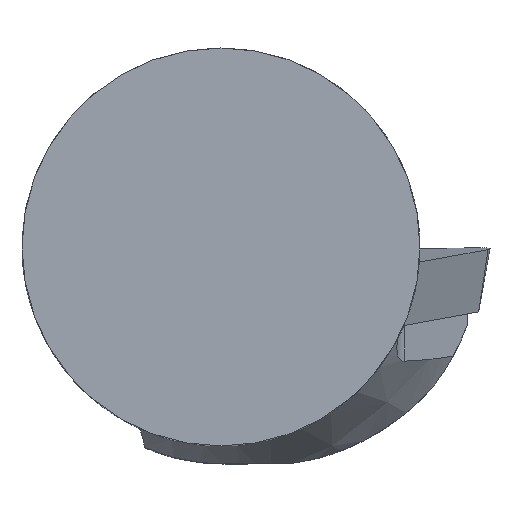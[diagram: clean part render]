
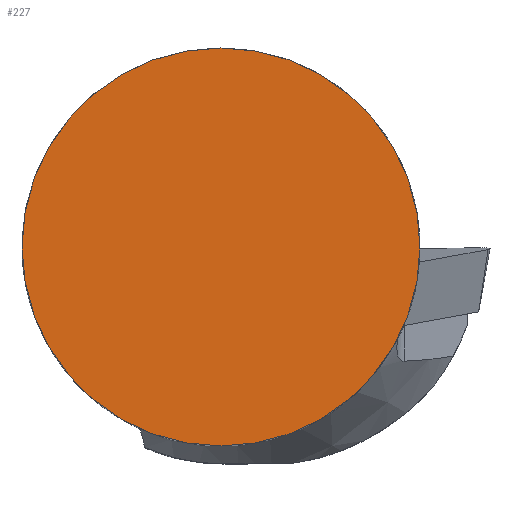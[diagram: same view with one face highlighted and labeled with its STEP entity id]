
A CAD part, top view. The second image highlights one B-rep face of the part: STEP entity #227.
In plain terms, the highlighted planar face has unit normal (0, 0, 1).
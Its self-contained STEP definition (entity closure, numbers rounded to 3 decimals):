
#173=CIRCLE('',#1006,12.5);
#227=ADVANCED_FACE('',(#299),#269,.T.);
#269=PLANE('',#1023);
#299=FACE_OUTER_BOUND('',#339,.T.);
#339=EDGE_LOOP('',(#516));
#516=ORIENTED_EDGE('',*,*,#750,.T.);
#664=VERTEX_POINT('',#1602);
#750=EDGE_CURVE('',#664,#664,#173,.T.);
#1006=AXIS2_PLACEMENT_3D('',#1601,#1153,#1154);
#1023=AXIS2_PLACEMENT_3D('',#1655,#1198,#1199);
#1153=DIRECTION('',(0.,0.,1.));
#1154=DIRECTION('',(1.,0.,0.));
#1198=DIRECTION('',(0.,0.,1.));
#1199=DIRECTION('',(1.,0.,0.));
#1601=CARTESIAN_POINT('',(0.,0.,0.));
#1602=CARTESIAN_POINT('',(12.5,0.,0.));
#1655=CARTESIAN_POINT('',(0.,0.,0.));
